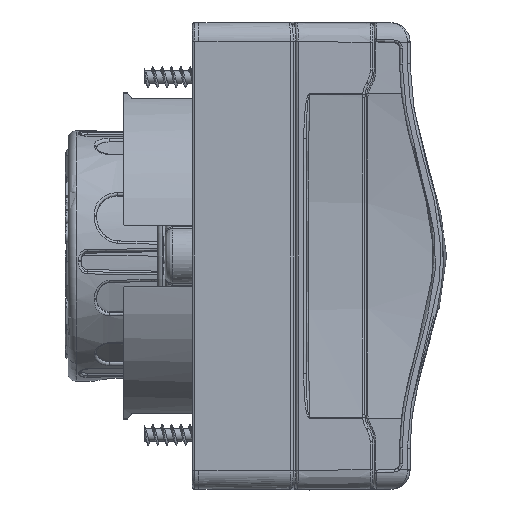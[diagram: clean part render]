
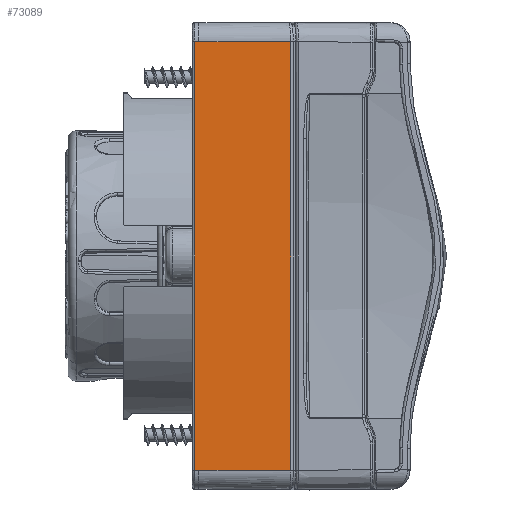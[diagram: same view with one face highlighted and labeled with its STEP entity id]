
A CAD part, front view. The second image highlights one B-rep face of the part: STEP entity #73089.
In plain terms, the highlighted planar face has unit normal (-0.009, -1, 0).
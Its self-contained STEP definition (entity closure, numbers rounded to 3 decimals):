
#1934 = CARTESIAN_POINT ( 'NONE',  ( 7.23, -45., -41.3 ) ) ;
#2838 = VERTEX_POINT ( 'NONE', #60848 ) ;
#3200 = VECTOR ( 'NONE', #21212, 1000. ) ;
#7440 = CARTESIAN_POINT ( 'NONE',  ( 7.23, -45., 41.3 ) ) ;
#8196 = LINE ( 'NONE', #51642, #69300 ) ;
#8755 = LINE ( 'NONE', #1934, #53433 ) ;
#12768 = EDGE_CURVE ( 'NONE', #70707, #47260, #8196, .T. ) ;
#16000 = CARTESIAN_POINT ( 'NONE',  ( -11., -44.841, -41.3 ) ) ;
#19575 = EDGE_CURVE ( 'NONE', #70707, #74935, #81285, .T. ) ;
#21212 = DIRECTION ( 'NONE',  ( 1., -0.009, 0. ) ) ;
#21612 = LINE ( 'NONE', #7440, #96316 ) ;
#25005 = EDGE_CURVE ( 'NONE', #92016, #2838, #93747, .T. ) ;
#26211 = VECTOR ( 'NONE', #77359, 1000. ) ;
#28285 = DIRECTION ( 'NONE',  ( -0.009, -1., 0. ) ) ;
#30058 = CARTESIAN_POINT ( 'NONE',  ( 6.67, -44.995, -41.3 ) ) ;
#33814 = EDGE_LOOP ( 'NONE', ( #44225, #93436, #78438, #49411, #83658, #52109 ) ) ;
#38297 = VECTOR ( 'NONE', #41929, 1000. ) ;
#41929 = DIRECTION ( 'NONE',  ( 0., 0., 1. ) ) ;
#43444 = CARTESIAN_POINT ( 'NONE',  ( -11., -44.841, 41.3 ) ) ;
#44225 = ORIENTED_EDGE ( 'NONE', *, *, #63027, .T. ) ;
#47260 = VERTEX_POINT ( 'NONE', #67594 ) ;
#49411 = ORIENTED_EDGE ( 'NONE', *, *, #66810, .T. ) ;
#51642 = CARTESIAN_POINT ( 'NONE',  ( -11.804, -44.834, 0. ) ) ;
#52109 = ORIENTED_EDGE ( 'NONE', *, *, #25005, .T. ) ;
#53433 = VECTOR ( 'NONE', #54153, 1000. ) ;
#54153 = DIRECTION ( 'NONE',  ( 1., -0.009, 0. ) ) ;
#55376 = LINE ( 'NONE', #75918, #26211 ) ;
#58078 = DIRECTION ( 'NONE',  ( -1., 0.009, 0. ) ) ;
#59013 = DIRECTION ( 'NONE',  ( 0., 0., -1. ) ) ;
#60848 = CARTESIAN_POINT ( 'NONE',  ( 6.67, -44.995, 41.3 ) ) ;
#63027 = EDGE_CURVE ( 'NONE', #2838, #74935, #21612, .T. ) ;
#65414 = PLANE ( 'NONE',  #67638 ) ;
#66810 = EDGE_CURVE ( 'NONE', #47260, #68630, #55376, .T. ) ;
#67594 = CARTESIAN_POINT ( 'NONE',  ( -11.804, -44.834, -41.3 ) ) ;
#67638 = AXIS2_PLACEMENT_3D ( 'NONE', #95221, #28285, #58078 ) ;
#68630 = VERTEX_POINT ( 'NONE', #16000 ) ;
#69300 = VECTOR ( 'NONE', #59013, 1000. ) ;
#70707 = VERTEX_POINT ( 'NONE', #91096 ) ;
#72209 = CARTESIAN_POINT ( 'NONE',  ( 6.67, -44.995, 41.3 ) ) ;
#72489 = CARTESIAN_POINT ( 'NONE',  ( -11., -44.841, 41.3 ) ) ;
#72727 = FACE_OUTER_BOUND ( 'NONE', #33814, .T. ) ;
#73089 = ADVANCED_FACE ( 'NONE', ( #72727 ), #65414, .T. ) ;
#74935 = VERTEX_POINT ( 'NONE', #43444 ) ;
#75918 = CARTESIAN_POINT ( 'NONE',  ( -11., -44.841, -41.3 ) ) ;
#77359 = DIRECTION ( 'NONE',  ( 1., -0.009, 0. ) ) ;
#78438 = ORIENTED_EDGE ( 'NONE', *, *, #12768, .T. ) ;
#81285 = LINE ( 'NONE', #72489, #3200 ) ;
#83658 = ORIENTED_EDGE ( 'NONE', *, *, #96104, .T. ) ;
#91096 = CARTESIAN_POINT ( 'NONE',  ( -11.804, -44.834, 41.3 ) ) ;
#92016 = VERTEX_POINT ( 'NONE', #30058 ) ;
#93436 = ORIENTED_EDGE ( 'NONE', *, *, #19575, .F. ) ;
#93747 = LINE ( 'NONE', #72209, #38297 ) ;
#95221 = CARTESIAN_POINT ( 'NONE',  ( 7.23, -45., 41.3 ) ) ;
#96104 = EDGE_CURVE ( 'NONE', #68630, #92016, #8755, .T. ) ;
#96316 = VECTOR ( 'NONE', #96345, 1000. ) ;
#96345 = DIRECTION ( 'NONE',  ( -1., 0.009, 0. ) ) ;
